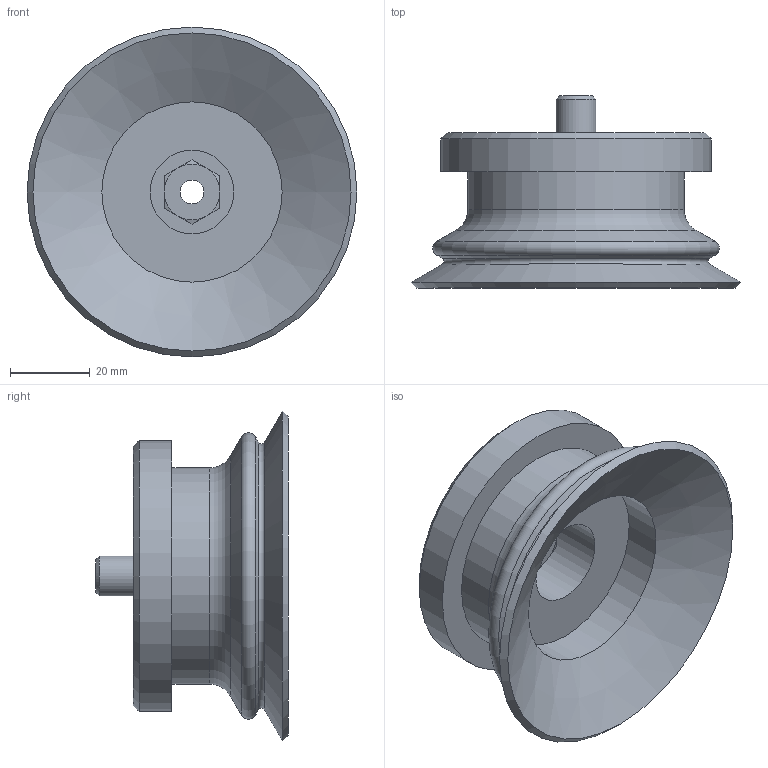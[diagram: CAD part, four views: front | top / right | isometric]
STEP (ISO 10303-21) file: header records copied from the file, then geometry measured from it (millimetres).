
FILE_DESCRIPTION(/* description */ ('STEP AP214'),/* implementation_level */ '2;1');
FILE_NAME(/* name */ '189395_ESS-80-BU',/* time_stamp */ '2024-08-28T10:18:35+02:00',/* author */ ('License CC BY-ND 4.0'),/* organization */ ('CADENAS'),/* preprocessor_version */ 'ST-DEVELOPER v19.3',/* originating_system */ 'PARTsolutions',/* authorisation */ ' ');
FILE_SCHEMA (('MODEL_BASED_INTEGRATED_MANUFACTURING_SCHEMA','PROCESS_PLANNING_SCHEMA','AUTOMOTIVE_DESIGN {1 0 10303 214 3 1 1}'));
Length unit declared in the file: millimetre
Products named in the file (1): 189395 ESS-80-BU
Bounding box: 82.93 x 48.4 x 82.93 mm (x, y, z)
Volume: 78137.6 mm3; surface area: 23723.6 mm2
Topology: 1 solids, 1 shells, 34 faces, 68 edges, 40 vertices
Faces by surface type: cone 13, plane 12, cylinder 6, torus 3
Full cylindrical faces by diameter (mm): 6 x1, 10 x1, 21 x1, 45.333 x1, 54.4 x1, 68 x1
Entity records: 1060 total; most frequent: CARTESIAN_POINT 161, DIRECTION 136, ORIENTED_EDGE 102, AXIS2_PLACEMENT_3D 62, EDGE_LOOP 56, FACE_BOUND 56, EDGE_CURVE 51, VERTEX_POINT 39
